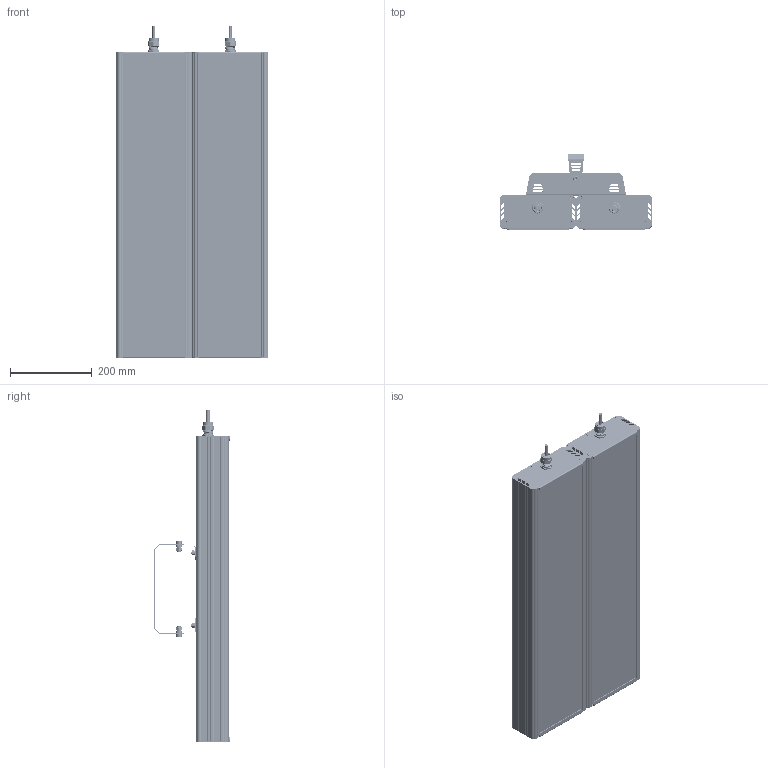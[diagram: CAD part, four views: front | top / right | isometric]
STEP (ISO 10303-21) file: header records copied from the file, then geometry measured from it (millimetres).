
FILE_DESCRIPTION(('STEP AP214'), '1');
FILE_NAME('001.0096.50.000 - ÃÑÏ-Ýêñòðà-Îïòèê-2Åõ-300(2Õ150)', '', ('UNSPECIFIED'), ('UNSPECIFIED'), 'C3D Converter', 'C3D Toolkit', '');
FILE_SCHEMA(('AUTOMOTIVE_DESIGN { 1 0 10303 214 3 1 1}'));
Length unit declared in the file: millimetre
Products named in the file (43): 001.0096.50.000; #3185; #3244; #3303; #3362; #3447; #3584; #3669; #3728; #4099
Assembly tree (99 placements, depth 4):
  001.0096.50.000
    (unnamed)  x2
      (unnamed)
      (unnamed)
      (unnamed)
      (unnamed)
      (unnamed)
      (unnamed)
      (unnamed)
      (unnamed)
      (unnamed)
      (unnamed)
        (unnamed)
        (unnamed)
        (unnamed)  x13
        (unnamed)
        (unnamed)
        (unnamed)
        (unnamed)
        (unnamed)
        (unnamed)
        (unnamed)
      (unnamed)
        (unnamed)
    (unnamed)
      (unnamed)
      (unnamed)
      (unnamed)
      (unnamed)  x2
      (unnamed)
      (unnamed)
      (unnamed)  x4
      (unnamed)  x4
      (unnamed)  x4
      #3185
      #3244
      #3303
      #3362  x2
      #3447
      #3584  x4
      #3669  x3
      #3728  x4
      #4099
Bounding box: 374.75 x 184.68 x 814 mm (x, y, z)
Volume: 5104951.5 mm3; surface area: 3816671.1 mm2
Topology: 1135 solids, 1135 shells, 14842 faces, 32956 edges, 21902 vertices
Faces by surface type: plane 10758, cylinder 3332, bspline 526, cone 182, sphere 32, torus 12
Full cylindrical faces by diameter (mm): 1 x32, 2 x64, 2.5 x128, 2.8 x800, 3.2 x32, 3.5 x192, 4 x24, 4.917 x8, 6 x10, 6.6 x8, 6.647 x2, 8 x26, 8.5 x4, 9 x420, 11 x8, 12.5 x2, 13 x4, 15 x4, 16 x2, 17 x2, 18 x2, 18.5 x2, 19 x2, 20 x2, 21.5 x2, 22 x4, 25.5 x2
Entity records: 98840 total; most frequent: CARTESIAN_POINT 47813, DIRECTION 9688, ORIENTED_EDGE 8562, EDGE_CURVE 4281, AXIS2_PLACEMENT_3D 3428, VERTEX_POINT 2931, LINE 2832, VECTOR 2832
